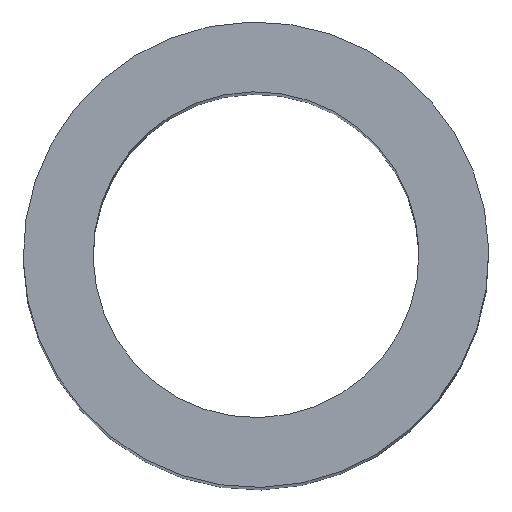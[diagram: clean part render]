
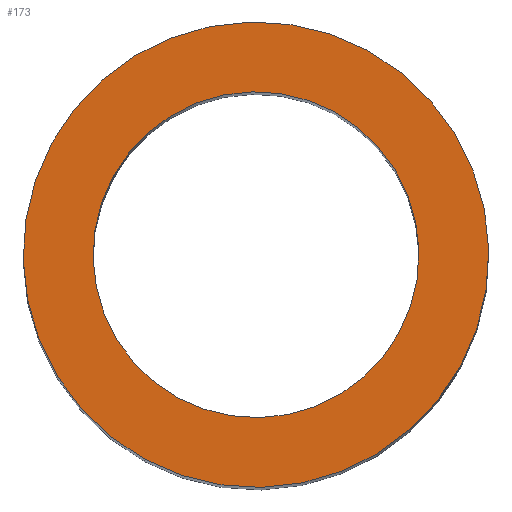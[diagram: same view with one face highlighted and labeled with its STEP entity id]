
A CAD part, top view. The second image highlights one B-rep face of the part: STEP entity #173.
In plain terms, the highlighted planar face has unit normal (0, 0, 1).
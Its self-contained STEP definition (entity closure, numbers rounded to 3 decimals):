
#39=AXIS2_PLACEMENT_3D('Circle Axis2P3D',#37,#38,$) ;
#74=AXIS2_PLACEMENT_3D('Circle Axis2P3D',#72,#73,$) ;
#131=AXIS2_PLACEMENT_3D('Circle Axis2P3D',#129,#130,$) ;
#150=AXIS2_PLACEMENT_3D('Circle Axis2P3D',#148,#149,$) ;
#163=AXIS2_PLACEMENT_3D('Plane Axis2P3D',#160,#161,#162) ;
#37=CARTESIAN_POINT('Axis2P3D Location',(3.,3.,19.)) ;
#41=CARTESIAN_POINT('Vertex',(1.157,4.007,19.)) ;
#43=CARTESIAN_POINT('Vertex',(4.843,1.993,19.)) ;
#72=CARTESIAN_POINT('Axis2P3D Location',(3.,3.,19.)) ;
#126=CARTESIAN_POINT('Vertex',(4.438,5.633,19.)) ;
#129=CARTESIAN_POINT('Axis2P3D Location',(3.,3.,19.)) ;
#133=CARTESIAN_POINT('Vertex',(1.562,0.367,19.)) ;
#148=CARTESIAN_POINT('Axis2P3D Location',(3.,3.,19.)) ;
#160=CARTESIAN_POINT('Axis2P3D Location',(3.,6.,19.)) ;
#38=DIRECTION('Axis2P3D Direction',(0.,0.,-1.)) ;
#73=DIRECTION('Axis2P3D Direction',(0.,0.,-1.)) ;
#130=DIRECTION('Axis2P3D Direction',(0.,0.,-1.)) ;
#149=DIRECTION('Axis2P3D Direction',(0.,0.,-1.)) ;
#161=DIRECTION('Axis2P3D Direction',(0.,0.,-1.)) ;
#162=DIRECTION('Axis2P3D XDirection',(1.,0.,0.)) ;
#166=ORIENTED_EDGE('',*,*,#135,.F.) ;
#167=ORIENTED_EDGE('',*,*,#152,.F.) ;
#170=ORIENTED_EDGE('',*,*,#45,.T.) ;
#171=ORIENTED_EDGE('',*,*,#76,.T.) ;
#172=FACE_BOUND('',#169,.T.) ;
#173=ADVANCED_FACE('K\X2\00F6\X0\rper.3',(#168,#172),#164,.F.) ;
#40=CIRCLE('generated circle',#39,2.1) ;
#75=CIRCLE('generated circle',#74,2.1) ;
#132=CIRCLE('generated circle',#131,3.) ;
#151=CIRCLE('generated circle',#150,3.) ;
#45=EDGE_CURVE('',#42,#44,#40,.T.) ;
#76=EDGE_CURVE('',#44,#42,#75,.T.) ;
#135=EDGE_CURVE('',#127,#134,#132,.T.) ;
#152=EDGE_CURVE('',#134,#127,#151,.T.) ;
#165=EDGE_LOOP('',(#166,#167)) ;
#169=EDGE_LOOP('',(#170,#171)) ;
#168=FACE_OUTER_BOUND('',#165,.T.) ;
#164=PLANE('',#163) ;
#42=VERTEX_POINT('',#41) ;
#44=VERTEX_POINT('',#43) ;
#127=VERTEX_POINT('',#126) ;
#134=VERTEX_POINT('',#133) ;
